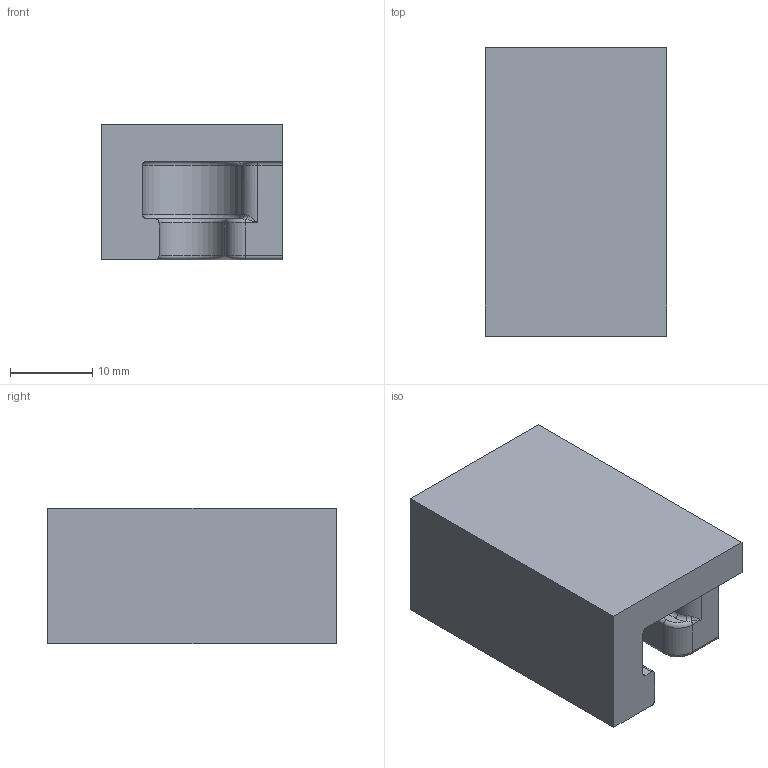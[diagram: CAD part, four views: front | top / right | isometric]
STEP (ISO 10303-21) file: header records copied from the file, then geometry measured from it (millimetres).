
FILE_DESCRIPTION(/* description */ (''),/* implementation_level */ '2;1');
FILE_NAME(/* name */ 'cale_fenetre v10.step',/* time_stamp */ '2025-07-08T19:13:32+02:00',/* author */ (''),/* organization */ (''),/* preprocessor_version */ 'ST-DEVELOPER v20.1',/* originating_system */ 'Autodesk Translation Framework v14.10.0.0',/* authorisation */ '');
FILE_SCHEMA (('AUTOMOTIVE_DESIGN { 1 0 10303 214 3 1 1 }'));
Length unit declared in the file: millimetre
Products named in the file (1): cale_fenetre
Bounding box: 22 x 35 x 16.5 mm (x, y, z)
Volume: 8915.2 mm3; surface area: 4144.4 mm2
Topology: 1 solids, 1 shells, 38 faces, 91 edges, 54 vertices
Faces by surface type: cylinder 15, plane 13, torus 8, bspline 2
Entity records: 1166 total; most frequent: CARTESIAN_POINT 241, DIRECTION 199, ORIENTED_EDGE 180, EDGE_CURVE 90, AXIS2_PLACEMENT_3D 76, VERTEX_POINT 54, LINE 47, VECTOR 47
